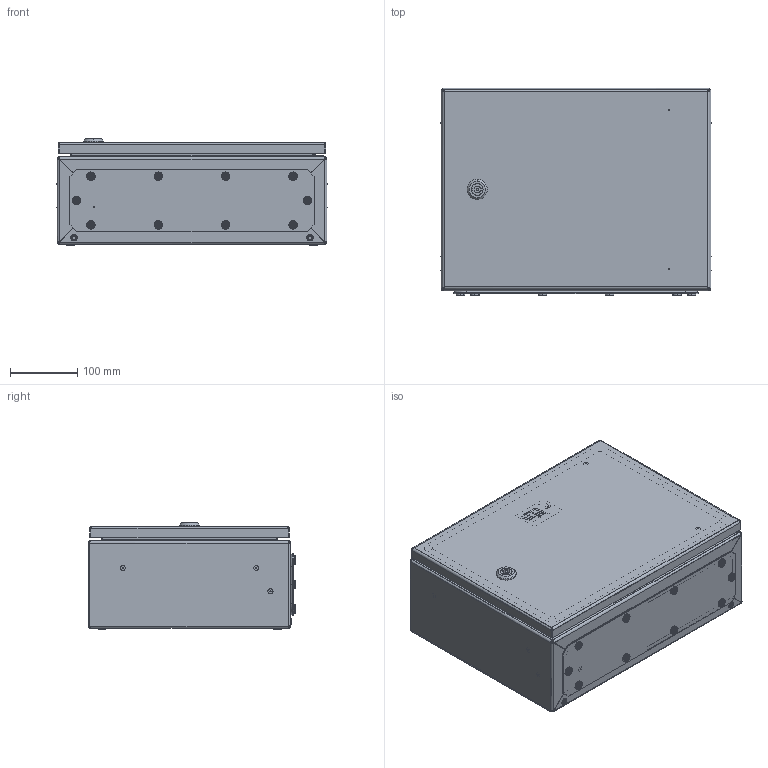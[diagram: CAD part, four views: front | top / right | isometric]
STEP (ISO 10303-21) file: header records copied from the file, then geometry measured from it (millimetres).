
FILE_DESCRIPTION (( 'STEP AP203' ), '1' );
FILE_NAME ('U2540030401 Êîðïóñ UC2M 30.40.15 IP66 (752.000.254).STEP', '2022-04-29T07:28:31', ( '' ), ( '' ), 'SwSTEP 2.0', 'SolidWorks 2017', '' );
FILE_SCHEMA (( 'CONFIG_CONTROL_DESIGN' ));
Length unit declared in the file: millimetre
Products named in the file (37): Øòèôò ïåòëè 4-119 Dirak; Ïåòëÿ 4-119 Dirak_00; 008-396 Ñòåíêà ïðîôèëüíàÿ UC2_09 (30.40.15); 000.113.101 忺謤僔 UC2_09 (30.40.15); 010-322 Ïàíåëü ìîíòàæíàÿ UC2_09 (30.40.15); Øïèëüêà ðåçüáîâàÿ Ì6_Œ6å12; 000.210.359 Îñíîâàíèå äâåðêè UC2_03 (30.40); 000.207.182 攜歑罻 UC2_03 (30.40); Øïèëüêà ðåçüáîâàÿ Ì6_Œ8å30; Óïëîòíèòåëü ÏÏÓ äâåðêè UC2_07 (30.40); 嵑殧趌11371_8; 056-269 椯鴀殣罻 UC2_09 (30.40.15); 扻豵鵨_п-1; 000.241.254 署赅 UC2_00 (40.15); 000.241.255 署赅 UC2_00 (40.15); 嵑殧趌6402_8; Øàéáà íåéëîí Ø028_Œ6; Îñíîâàíèå ïåòëè 4-119 Dirak; 蹴濋趌5915_M5; 嵑殧趌11371_6; 040-116 Âèíò ñïåöèàëüíûé ST 4,8x9; Øàéáà íåéëîí Ø028_Œ5; 027-187 署赅 UC2_00 (40.15); 嵑殧趌11371_5; ﾇ瑟鶴 Mesan 060-1-1-13-33_00; Óïëîòíèòåëü ÏÏÓ êðûøêè UC2Ì_09 (40.15); 蹴濋趌5915_M8; Ñòîïîðíàÿ âòóëêà ïåòëè 4-119 Dirak; ч蜱齁罻 ST-9; U2540030401 扻豵鵨 UC2M 30.40.15 IP66 (752.000.254); 椻壚樇襝鴀 Mesan 33; 003-393 Ñòåíêà íèæíÿÿ UC2_03 (00.40); 鎔艜_17473_M6x12; Âòóëêà ïåòëè 4-119 Dirak; ч蜱齁罻 ST-6; Øïèëüêà çàçåìëåíèÿ CKF CS_Œ6å16; 012-1791 眈翴錪 鳱歑膱 UC2_03 (30.40)
Assembly tree (101 placements, depth 4):
  U2540030401 扻豵鵨 UC2M 30.40.15 IP66 (752.000.254)
    000.113.101 忺謤僔 UC2_09 (30.40.15)
      008-396 Ñòåíêà ïðîôèëüíàÿ UC2_09 (30.40.15)
      003-393 Ñòåíêà íèæíÿÿ UC2_03 (00.40)
      Øïèëüêà ðåçüáîâàÿ Ì6_Œ8å30  x4
      Øïèëüêà çàçåìëåíèÿ CKF CS_Œ6å16  x2
      Øïèëüêà ðåçüáîâàÿ Ì6_Œ6å12  x4
    000.207.182 攜歑罻 UC2_03 (30.40)
      000.210.359 Îñíîâàíèå äâåðêè UC2_03 (30.40)
        012-1791 眈翴錪 鳱歑膱 UC2_03 (30.40)
        Âòóëêà ïåòëè 4-119 Dirak  x2
        Øïèëüêà çàçåìëåíèÿ CKF CS_Œ6å16  x2
      Óïëîòíèòåëü ÏÏÓ äâåðêè UC2_07 (30.40)
      ﾇ瑟鶴 Mesan 060-1-1-13-33_00
        扻豵鵨_п-1
        椻壚樇襝鴀 Mesan 33
        嵑殧趌11371_6
        鎔艜_17473_M6x12
    Ïåòëÿ 4-119 Dirak_00  x2
      Âòóëêà ïåòëè 4-119 Dirak
      Øòèôò ïåòëè 4-119 Dirak
      Îñíîâàíèå ïåòëè 4-119 Dirak
      Ñòîïîðíàÿ âòóëêà ïåòëè 4-119 Dirak
    嵑殧趌11371_5  x4
    Øàéáà íåéëîí Ø028_Œ5  x4
    蹴濋趌5915_M5  x4
    ч蜱齁罻 ST-6  x6
    ч蜱齁罻 ST-9  x4
    010-322 Ïàíåëü ìîíòàæíàÿ UC2_09 (30.40.15)
    蹴濋趌5915_M8  x12
    嵑殧趌11371_8  x4
    嵑殧趌6402_8  x4
    000.241.254 署赅 UC2_00 (40.15)
      000.241.255 署赅 UC2_00 (40.15)
        027-187 署赅 UC2_00 (40.15)
        Øïèëüêà çàçåìëåíèÿ CKF CS_Œ6å16
      Óïëîòíèòåëü ÏÏÓ êðûøêè UC2Ì_09 (40.15)
    040-116 Âèíò ñïåöèàëüíûé ST 4,8x9  x10
    Øàéáà íåéëîí Ø028_Œ6  x10
    056-269 椯鴀殣罻 UC2_09 (30.40.15)
Bounding box: 400.6 x 307.22 x 157.25 mm (x, y, z)
Volume: 1049860 mm3; surface area: 1289058.9 mm2
Topology: 97 solids, 98 shells, 4130 faces, 9695 edges, 5948 vertices
Faces by surface type: plane 1534, cylinder 1000, bspline 968, cone 260, torus 186, sphere 182
Entity records: 104574 total; most frequent: CARTESIAN_POINT 49023, ORIENTED_EDGE 11124, DIRECTION 8541, EDGE_CURVE 5562, VERTEX_POINT 3578, LINE 3307, VECTOR 3307, AXIS2_PLACEMENT_3D 2617
